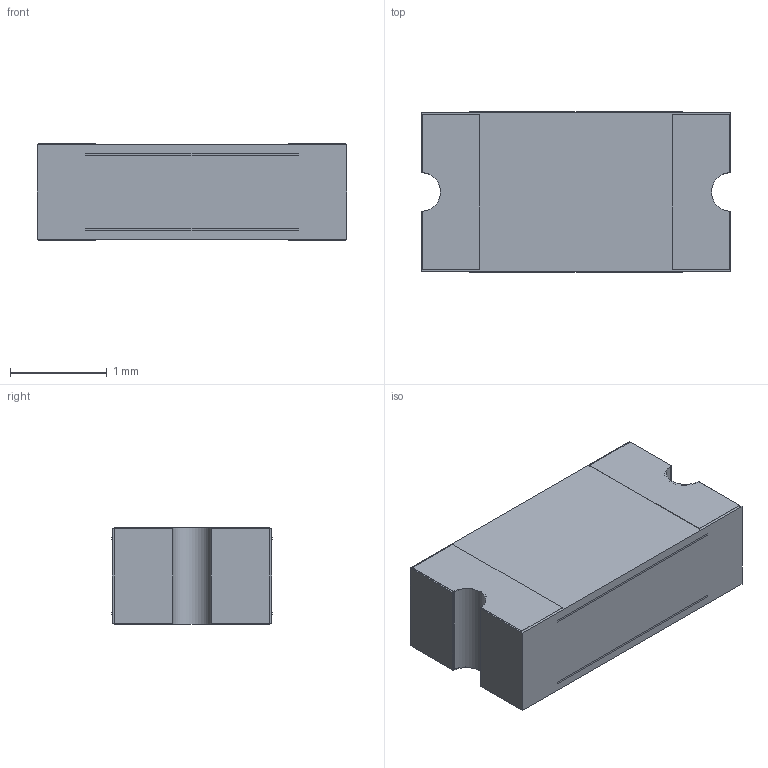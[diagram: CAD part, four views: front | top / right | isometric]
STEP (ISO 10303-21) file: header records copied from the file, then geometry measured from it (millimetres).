
FILE_DESCRIPTION(('FreeCAD Model'),'2;1');
FILE_NAME('1533647.2.2.stp','2021-04-21T11:54:12',( 'Author'),(''),'Open CASCADE STEP processor 6.9','FreeCAD','Unknown' );
FILE_SCHEMA(('AUTOMOTIVE_DESIGN { 1 0 10303 214 1 1 1 1 }'));
Length unit declared in the file: millimetre
Products named in the file (4): ASSEMBLY; Body; solidIntersect; Terminal
Assembly tree (3 placements, depth 2):
  ASSEMBLY
    Body
    solidIntersect
    Terminal
Bounding box: 3.2 x 1.65 x 1 mm (x, y, z)
Surface area: 47.9 mm2
Topology: 5 solids, 5 shells, 42 faces, 96 edges, 64 vertices
Faces by surface type: plane 34, cylinder 8
Entity records: 2557 total; most frequent: CARTESIAN_POINT 498, DIRECTION 366, LINE 240, VECTOR 240, ORIENTED_EDGE 192, PCURVE 192, DEFINITIONAL_REPRESENTATION 192, EDGE_CURVE 96
